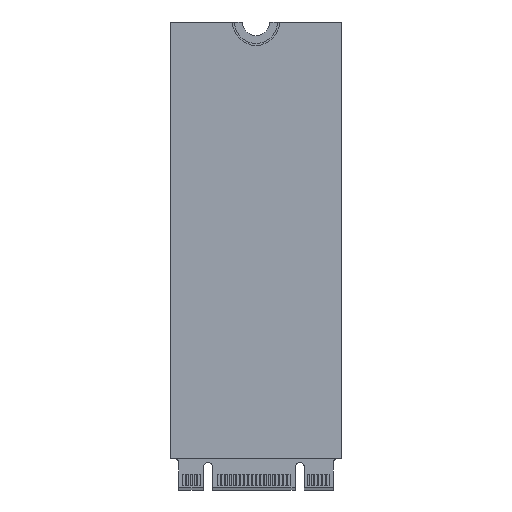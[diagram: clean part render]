
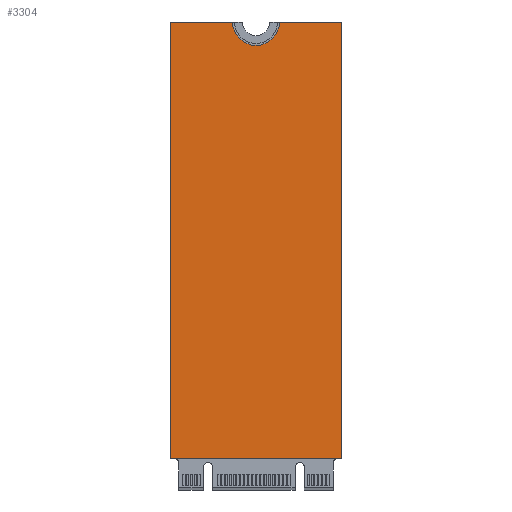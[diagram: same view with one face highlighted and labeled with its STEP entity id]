
A CAD part, top view. The second image highlights one B-rep face of the part: STEP entity #3304.
In plain terms, the highlighted planar face has unit normal (0, 0, 1).
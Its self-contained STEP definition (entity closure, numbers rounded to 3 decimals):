
#172 = VECTOR ( 'NONE', #1414, 1000. ) ;
#617 = LINE ( 'NONE', #8778, #172 ) ;
#666 = CARTESIAN_POINT ( 'NONE',  ( 11., 60., 2.15 ) ) ;
#1091 = CIRCLE ( 'NONE', #8822, 3. ) ;
#1151 = EDGE_CURVE ( 'NONE', #6819, #7572, #7448, .T. ) ;
#1414 = DIRECTION ( 'NONE',  ( -1., 0., 0. ) ) ;
#1817 = CARTESIAN_POINT ( 'NONE',  ( 21.995, 59.99, 2.15 ) ) ;
#2053 = DIRECTION ( 'NONE',  ( 0., 1., 0. ) ) ;
#2585 = CARTESIAN_POINT ( 'NONE',  ( 0.005, 59.99, 2.15 ) ) ;
#2641 = CARTESIAN_POINT ( 'NONE',  ( 0.005, 4.01, 2.15 ) ) ;
#2921 = VECTOR ( 'NONE', #8897, 1000. ) ;
#3267 = EDGE_CURVE ( 'NONE', #3381, #6681, #6914, .T. ) ;
#3304 = ADVANCED_FACE ( 'NONE', ( #10278 ), #9262, .T. ) ;
#3381 = VERTEX_POINT ( 'NONE', #5649 ) ;
#3549 = VECTOR ( 'NONE', #2053, 1000. ) ;
#4123 = EDGE_CURVE ( 'NONE', #5823, #3381, #6121, .T. ) ;
#4688 = LINE ( 'NONE', #9702, #2921 ) ;
#4820 = EDGE_CURVE ( 'NONE', #6681, #6813, #617, .T. ) ;
#4872 = ORIENTED_EDGE ( 'NONE', *, *, #1151, .T. ) ;
#5252 = DIRECTION ( 'NONE',  ( 1., 0., 0. ) ) ;
#5492 = EDGE_CURVE ( 'NONE', #7572, #5823, #4688, .T. ) ;
#5530 = DIRECTION ( 'NONE',  ( 1., 0., 0. ) ) ;
#5649 = CARTESIAN_POINT ( 'NONE',  ( 21.995, 4.01, 2.15 ) ) ;
#5673 = ORIENTED_EDGE ( 'NONE', *, *, #4123, .T. ) ;
#5795 = EDGE_LOOP ( 'NONE', ( #10163, #6651, #6891, #4872, #8446, #5673 ) ) ;
#5823 = VERTEX_POINT ( 'NONE', #2641 ) ;
#5884 = DIRECTION ( 'NONE',  ( -1., 0., 0. ) ) ;
#6121 = LINE ( 'NONE', #8432, #9251 ) ;
#6237 = CARTESIAN_POINT ( 'NONE',  ( 14., 59.99, 2.15 ) ) ;
#6651 = ORIENTED_EDGE ( 'NONE', *, *, #4820, .T. ) ;
#6681 = VERTEX_POINT ( 'NONE', #1817 ) ;
#6813 = VERTEX_POINT ( 'NONE', #6237 ) ;
#6819 = VERTEX_POINT ( 'NONE', #9458 ) ;
#6891 = ORIENTED_EDGE ( 'NONE', *, *, #8629, .T. ) ;
#6914 = LINE ( 'NONE', #10178, #3549 ) ;
#6987 = VECTOR ( 'NONE', #5884, 1000. ) ;
#7323 = CARTESIAN_POINT ( 'NONE',  ( 11., 60., 2.15 ) ) ;
#7448 = LINE ( 'NONE', #2585, #6987 ) ;
#7572 = VERTEX_POINT ( 'NONE', #10073 ) ;
#8389 = AXIS2_PLACEMENT_3D ( 'NONE', #666, #9535, #9639 ) ;
#8432 = CARTESIAN_POINT ( 'NONE',  ( 0.005, 4.01, 2.15 ) ) ;
#8446 = ORIENTED_EDGE ( 'NONE', *, *, #5492, .T. ) ;
#8629 = EDGE_CURVE ( 'NONE', #6813, #6819, #1091, .T. ) ;
#8778 = CARTESIAN_POINT ( 'NONE',  ( 14., 59.99, 2.15 ) ) ;
#8822 = AXIS2_PLACEMENT_3D ( 'NONE', #7323, #10526, #5530 ) ;
#8897 = DIRECTION ( 'NONE',  ( 0., -1., 0. ) ) ;
#9251 = VECTOR ( 'NONE', #5252, 1000. ) ;
#9262 = PLANE ( 'NONE',  #8389 ) ;
#9458 = CARTESIAN_POINT ( 'NONE',  ( 8., 59.99, 2.15 ) ) ;
#9535 = DIRECTION ( 'NONE',  ( 0., 0., 1. ) ) ;
#9639 = DIRECTION ( 'NONE',  ( 1., 0., 0. ) ) ;
#9702 = CARTESIAN_POINT ( 'NONE',  ( 0.005, 59.99, 2.15 ) ) ;
#10073 = CARTESIAN_POINT ( 'NONE',  ( 0.005, 59.99, 2.15 ) ) ;
#10163 = ORIENTED_EDGE ( 'NONE', *, *, #3267, .T. ) ;
#10178 = CARTESIAN_POINT ( 'NONE',  ( 21.995, 59.99, 2.15 ) ) ;
#10278 = FACE_OUTER_BOUND ( 'NONE', #5795, .T. ) ;
#10526 = DIRECTION ( 'NONE',  ( 0., 0., -1. ) ) ;
